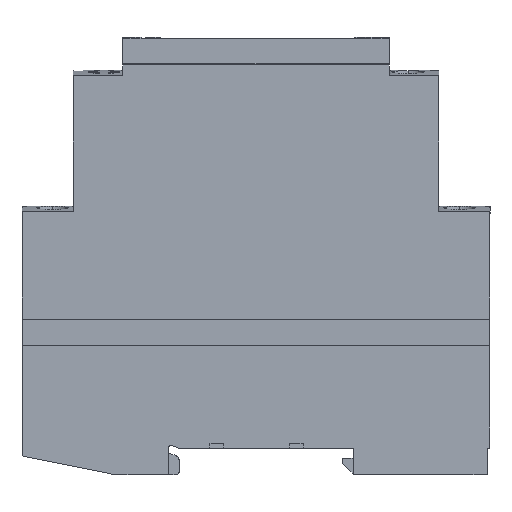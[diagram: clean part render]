
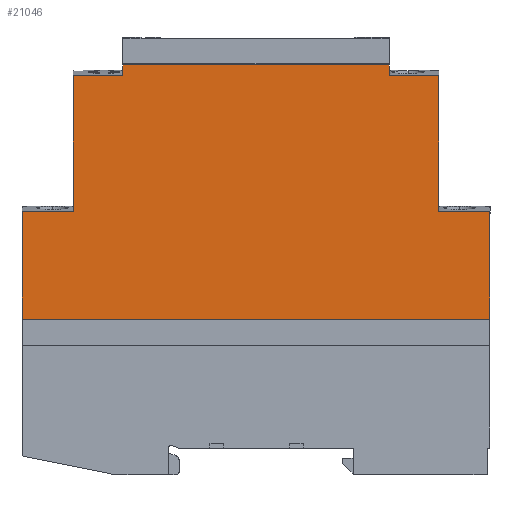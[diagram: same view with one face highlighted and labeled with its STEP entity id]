
A CAD part, left-side view. The second image highlights one B-rep face of the part: STEP entity #21046.
In plain terms, the highlighted free-form (B-spline) face has degree [1, 1] with [2, 2] control points.
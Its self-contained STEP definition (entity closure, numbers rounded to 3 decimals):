
#16483 = VERTEX_POINT('',#16484);
#16484 = CARTESIAN_POINT('',(-14.708,-51.891,
    -14.002));
#16489 = EDGE_CURVE('',#16483,#16490,#16492,.T.);
#16490 = VERTEX_POINT('',#16491);
#16491 = CARTESIAN_POINT('',(-14.708,51.891,
    -14.002));
#16492 = B_SPLINE_CURVE_WITH_KNOTS('',1,(#16493,#16494),.UNSPECIFIED.,
  .F.,.F.,(2,2),(98.2,186.4),
  .PIECEWISE_BEZIER_KNOTS.);
#16493 = CARTESIAN_POINT('',(-14.708,-51.891,
    -14.002));
#16494 = CARTESIAN_POINT('',(-14.708,51.891,
    -14.002));
#17069 = VERTEX_POINT('',#17070);
#17070 = CARTESIAN_POINT('',(-14.708,-40.477,
    9.884));
#17086 = VERTEX_POINT('',#17087);
#17087 = CARTESIAN_POINT('',(-14.708,-40.477,
    40.007));
#17093 = EDGE_CURVE('',#17086,#17069,#17094,.T.);
#17094 = B_SPLINE_CURVE_WITH_KNOTS('',1,(#17095,#17096),.UNSPECIFIED.,
  .F.,.F.,(2,2),(0.,25.6),.PIECEWISE_BEZIER_KNOTS.);
#17095 = CARTESIAN_POINT('',(-14.708,-40.477,
    40.007));
#17096 = CARTESIAN_POINT('',(-14.708,-40.477,
    9.884));
#17140 = EDGE_CURVE('',#17141,#17143,#17145,.T.);
#17141 = VERTEX_POINT('',#17142);
#17142 = CARTESIAN_POINT('',(-14.708,40.477,
    9.884));
#17143 = VERTEX_POINT('',#17144);
#17144 = CARTESIAN_POINT('',(-14.708,40.477,
    40.007));
#17145 = B_SPLINE_CURVE_WITH_KNOTS('',1,(#17146,#17147),.UNSPECIFIED.,
  .F.,.F.,(2,2),(0.,25.6),.PIECEWISE_BEZIER_KNOTS.);
#17146 = CARTESIAN_POINT('',(-14.708,40.477,
    9.884));
#17147 = CARTESIAN_POINT('',(-14.708,40.477,
    40.007));
#17220 = EDGE_CURVE('',#17221,#17069,#17223,.T.);
#17221 = VERTEX_POINT('',#17222);
#17222 = CARTESIAN_POINT('',(-14.708,-51.891,
    9.884));
#17223 = B_SPLINE_CURVE_WITH_KNOTS('',1,(#17224,#17225),.UNSPECIFIED.,
  .F.,.F.,(2,2),(0.,9.7),.PIECEWISE_BEZIER_KNOTS.);
#17224 = CARTESIAN_POINT('',(-14.708,-51.891,
    9.884));
#17225 = CARTESIAN_POINT('',(-14.708,-40.477,
    9.884));
#17407 = EDGE_CURVE('',#17408,#17141,#17410,.T.);
#17408 = VERTEX_POINT('',#17409);
#17409 = CARTESIAN_POINT('',(-14.708,51.891,
    9.884));
#17410 = B_SPLINE_CURVE_WITH_KNOTS('',1,(#17411,#17412),.UNSPECIFIED.,
  .F.,.F.,(2,2),(0.,9.7),.PIECEWISE_BEZIER_KNOTS.);
#17411 = CARTESIAN_POINT('',(-14.708,51.891,
    9.884));
#17412 = CARTESIAN_POINT('',(-14.708,40.477,
    9.884));
#21046 = ADVANCED_FACE('',(#21047),#21097,.T.);
#21047 = FACE_BOUND('',#21048,.T.);
#21048 = EDGE_LOOP('',(#21049,#21054,#21055,#21056,#21063,#21070,#21077,
    #21084,#21089,#21090,#21091,#21096));
#21049 = ORIENTED_EDGE('',*,*,#21050,.F.);
#21050 = EDGE_CURVE('',#17221,#16483,#21051,.T.);
#21051 = B_SPLINE_CURVE_WITH_KNOTS('',1,(#21052,#21053),.UNSPECIFIED.,
  .F.,.F.,(2,2),(229.329,249.211),
  .PIECEWISE_BEZIER_KNOTS.);
#21052 = CARTESIAN_POINT('',(-14.708,-51.891,
    9.884));
#21053 = CARTESIAN_POINT('',(-14.708,-51.891,
    -14.002));
#21054 = ORIENTED_EDGE('',*,*,#17220,.T.);
#21055 = ORIENTED_EDGE('',*,*,#17093,.F.);
#21056 = ORIENTED_EDGE('',*,*,#21057,.T.);
#21057 = EDGE_CURVE('',#17086,#21058,#21060,.T.);
#21058 = VERTEX_POINT('',#21059);
#21059 = CARTESIAN_POINT('',(-14.708,-29.593,
    40.007));
#21060 = B_SPLINE_CURVE_WITH_KNOTS('',1,(#21061,#21062),.UNSPECIFIED.,
  .F.,.F.,(2,2),(0.45,9.7),.PIECEWISE_BEZIER_KNOTS.);
#21061 = CARTESIAN_POINT('',(-14.708,-40.477,
    40.007));
#21062 = CARTESIAN_POINT('',(-14.708,-29.593,
    40.007));
#21063 = ORIENTED_EDGE('',*,*,#21064,.T.);
#21064 = EDGE_CURVE('',#21058,#21065,#21067,.T.);
#21065 = VERTEX_POINT('',#21066);
#21066 = CARTESIAN_POINT('',(-14.708,-29.593,
    42.36));
#21067 = B_SPLINE_CURVE_WITH_KNOTS('',1,(#21068,#21069),.UNSPECIFIED.,
  .F.,.F.,(2,2),(-7.,-5.),.PIECEWISE_BEZIER_KNOTS.);
#21068 = CARTESIAN_POINT('',(-14.708,-29.593,
    40.007));
#21069 = CARTESIAN_POINT('',(-14.708,-29.593,
    42.36));
#21070 = ORIENTED_EDGE('',*,*,#21071,.T.);
#21071 = EDGE_CURVE('',#21065,#21072,#21074,.T.);
#21072 = VERTEX_POINT('',#21073);
#21073 = CARTESIAN_POINT('',(-14.708,29.593,
    42.36));
#21074 = B_SPLINE_CURVE_WITH_KNOTS('',1,(#21075,#21076),.UNSPECIFIED.,
  .F.,.F.,(2,2),(0.,50.3),.PIECEWISE_BEZIER_KNOTS.);
#21075 = CARTESIAN_POINT('',(-14.708,-29.593,
    42.36));
#21076 = CARTESIAN_POINT('',(-14.708,29.593,
    42.36));
#21077 = ORIENTED_EDGE('',*,*,#21078,.T.);
#21078 = EDGE_CURVE('',#21072,#21079,#21081,.T.);
#21079 = VERTEX_POINT('',#21080);
#21080 = CARTESIAN_POINT('',(-14.708,29.593,
    40.007));
#21081 = B_SPLINE_CURVE_WITH_KNOTS('',1,(#21082,#21083),.UNSPECIFIED.,
  .F.,.F.,(2,2),(-2.,0.),.PIECEWISE_BEZIER_KNOTS.);
#21082 = CARTESIAN_POINT('',(-14.708,29.593,
    42.36));
#21083 = CARTESIAN_POINT('',(-14.708,29.593,
    40.007));
#21084 = ORIENTED_EDGE('',*,*,#21085,.F.);
#21085 = EDGE_CURVE('',#17143,#21079,#21086,.T.);
#21086 = B_SPLINE_CURVE_WITH_KNOTS('',1,(#21087,#21088),.UNSPECIFIED.,
  .F.,.F.,(2,2),(0.45,9.7),.PIECEWISE_BEZIER_KNOTS.);
#21087 = CARTESIAN_POINT('',(-14.708,40.477,
    40.007));
#21088 = CARTESIAN_POINT('',(-14.708,29.593,
    40.007));
#21089 = ORIENTED_EDGE('',*,*,#17140,.F.);
#21090 = ORIENTED_EDGE('',*,*,#17407,.F.);
#21091 = ORIENTED_EDGE('',*,*,#21092,.F.);
#21092 = EDGE_CURVE('',#16490,#17408,#21093,.T.);
#21093 = B_SPLINE_CURVE_WITH_KNOTS('',1,(#21094,#21095),.UNSPECIFIED.,
  .F.,.F.,(2,2),(385.009,404.89),
  .PIECEWISE_BEZIER_KNOTS.);
#21094 = CARTESIAN_POINT('',(-14.708,51.891,
    -14.002));
#21095 = CARTESIAN_POINT('',(-14.708,51.891,
    9.884));
#21096 = ORIENTED_EDGE('',*,*,#16489,.F.);
#21097 = B_SPLINE_SURFACE_WITH_KNOTS('',1,1,(
    (#21098,#21099)
    ,(#21100,#21101
    )),.UNSPECIFIED.,.F.,.F.,.F.,(2,2),(2,2),(-72.2,-24.3),(
    -88.2,0.),.PIECEWISE_BEZIER_KNOTS.);
#21098 = CARTESIAN_POINT('',(-14.708,51.891,
    42.36));
#21099 = CARTESIAN_POINT('',(-14.708,-51.891,
    42.36));
#21100 = CARTESIAN_POINT('',(-14.708,51.891,
    -14.002));
#21101 = CARTESIAN_POINT('',(-14.708,-51.891,
    -14.002));
